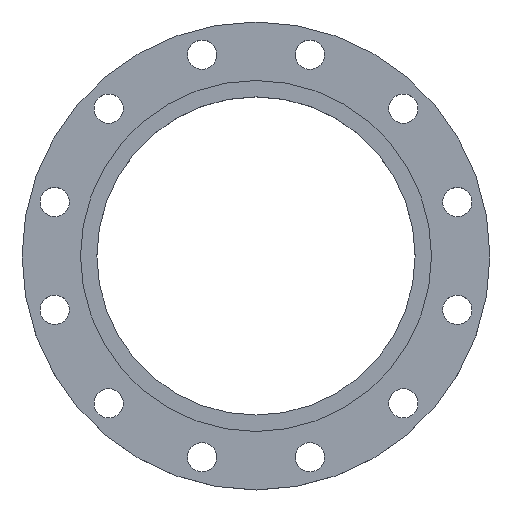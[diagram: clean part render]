
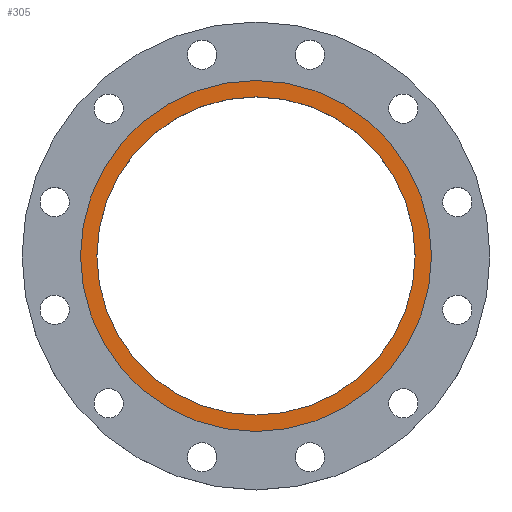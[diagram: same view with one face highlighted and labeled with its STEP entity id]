
A CAD part, top view. The second image highlights one B-rep face of the part: STEP entity #305.
In plain terms, the highlighted planar face has unit normal (0, 0, 1).
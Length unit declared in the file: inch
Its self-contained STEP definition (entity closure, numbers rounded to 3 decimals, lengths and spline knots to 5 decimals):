
#5 = DIRECTION ( 'NONE',  ( 0., 0., 1. ) ) ;
#26 = CARTESIAN_POINT ( 'NONE',  ( 6., 0., 0. ) ) ;
#96 = CARTESIAN_POINT ( 'NONE',  ( 5.44, 0., 0. ) ) ;
#104 = ORIENTED_EDGE ( 'NONE', *, *, #767, .T. ) ;
#110 = VERTEX_POINT ( 'NONE', #96 ) ;
#251 = EDGE_CURVE ( 'NONE', #765, #467, #1253, .T. ) ;
#272 = ORIENTED_EDGE ( 'NONE', *, *, #1279, .F. ) ;
#283 = CIRCLE ( 'NONE', #810, 6. ) ;
#305 = ADVANCED_FACE ( 'NONE', ( #572, #859 ), #784, .T. ) ;
#421 = DIRECTION ( 'NONE',  ( 1., 0., 0. ) ) ;
#422 = CARTESIAN_POINT ( 'NONE',  ( 0., 0., 0. ) ) ;
#447 = DIRECTION ( 'NONE',  ( 0., 0., 1. ) ) ;
#463 = EDGE_LOOP ( 'NONE', ( #1191, #104 ) ) ;
#467 = VERTEX_POINT ( 'NONE', #795 ) ;
#470 = DIRECTION ( 'NONE',  ( 1., 0., 0. ) ) ;
#530 = DIRECTION ( 'NONE',  ( 1., 0., 0. ) ) ;
#562 = AXIS2_PLACEMENT_3D ( 'NONE', #1153, #719, #421 ) ;
#572 = FACE_BOUND ( 'NONE', #938, .T. ) ;
#628 = CARTESIAN_POINT ( 'NONE',  ( 0., 0., 0. ) ) ;
#671 = EDGE_CURVE ( 'NONE', #904, #110, #1295, .T. ) ;
#719 = DIRECTION ( 'NONE',  ( 0., 0., 1. ) ) ;
#765 = VERTEX_POINT ( 'NONE', #26 ) ;
#767 = EDGE_CURVE ( 'NONE', #467, #765, #283, .T. ) ;
#777 = DIRECTION ( 'NONE',  ( 0., 0., 1. ) ) ;
#784 = PLANE ( 'NONE',  #1232 ) ;
#795 = CARTESIAN_POINT ( 'NONE',  ( -6., 0., 0. ) ) ;
#810 = AXIS2_PLACEMENT_3D ( 'NONE', #422, #447, #826 ) ;
#826 = DIRECTION ( 'NONE',  ( 1., 0., 0. ) ) ;
#859 = FACE_OUTER_BOUND ( 'NONE', #463, .T. ) ;
#864 = CARTESIAN_POINT ( 'NONE',  ( 0., 0., 0. ) ) ;
#904 = VERTEX_POINT ( 'NONE', #961 ) ;
#938 = EDGE_LOOP ( 'NONE', ( #272, #1286 ) ) ;
#961 = CARTESIAN_POINT ( 'NONE',  ( -5.44, 0., 0. ) ) ;
#979 = CIRCLE ( 'NONE', #1190, 5.44 ) ;
#1005 = CARTESIAN_POINT ( 'NONE',  ( 0., 0., 0. ) ) ;
#1006 = AXIS2_PLACEMENT_3D ( 'NONE', #628, #1040, #530 ) ;
#1040 = DIRECTION ( 'NONE',  ( 0., 0., 1. ) ) ;
#1106 = DIRECTION ( 'NONE',  ( 1., 0., 0. ) ) ;
#1153 = CARTESIAN_POINT ( 'NONE',  ( 0., 0., 0. ) ) ;
#1190 = AXIS2_PLACEMENT_3D ( 'NONE', #1005, #5, #1106 ) ;
#1191 = ORIENTED_EDGE ( 'NONE', *, *, #251, .T. ) ;
#1232 = AXIS2_PLACEMENT_3D ( 'NONE', #864, #777, #470 ) ;
#1253 = CIRCLE ( 'NONE', #562, 6. ) ;
#1279 = EDGE_CURVE ( 'NONE', #110, #904, #979, .T. ) ;
#1286 = ORIENTED_EDGE ( 'NONE', *, *, #671, .F. ) ;
#1295 = CIRCLE ( 'NONE', #1006, 5.44 ) ;
